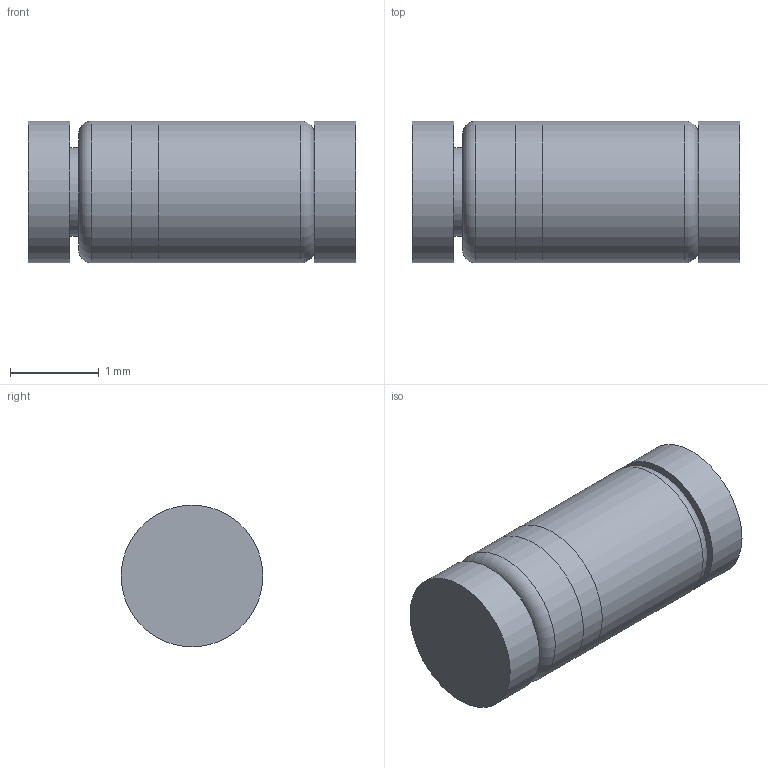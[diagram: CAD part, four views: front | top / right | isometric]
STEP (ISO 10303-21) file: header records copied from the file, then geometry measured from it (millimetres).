
FILE_DESCRIPTION(/* description */ (''),/* implementation_level */ '2;1');
FILE_NAME(/* name */ 'DIOMELF3515AN.stp',/* time_stamp */ '2017-07-17T10:45:34+02:00',/* author */ ('jchouvet'),/* organization */ (''),/* preprocessor_version */ 'ST-DEVELOPER v16.1',/* originating_system */ 'AutoCAD Mechanical',/* authorisation */ ', , ');
FILE_SCHEMA (('AUTOMOTIVE_DESIGN { 1 0 10303 214 3 1 1 }'));
Length unit declared in the file: millimetre
Products named in the file (1): Product
Bounding box: 3.7 x 1.6 x 1.6 mm (x, y, z)
Volume: 7.3 mm3; surface area: 39.4 mm2
Topology: 6 solids, 6 shells, 20 faces, 25 edges, 17 vertices
Faces by surface type: plane 12, cylinder 6, torus 2
Full cylindrical faces by diameter (mm): 1 x1, 1.6 x5
Entity records: 386 total; most frequent: DIRECTION 70, CARTESIAN_POINT 49, AXIS2_PLACEMENT_3D 35, EDGE_LOOP 28, ORIENTED_EDGE 28, FACE_OUTER_BOUND 20, ADVANCED_FACE 20, CIRCLE 14
